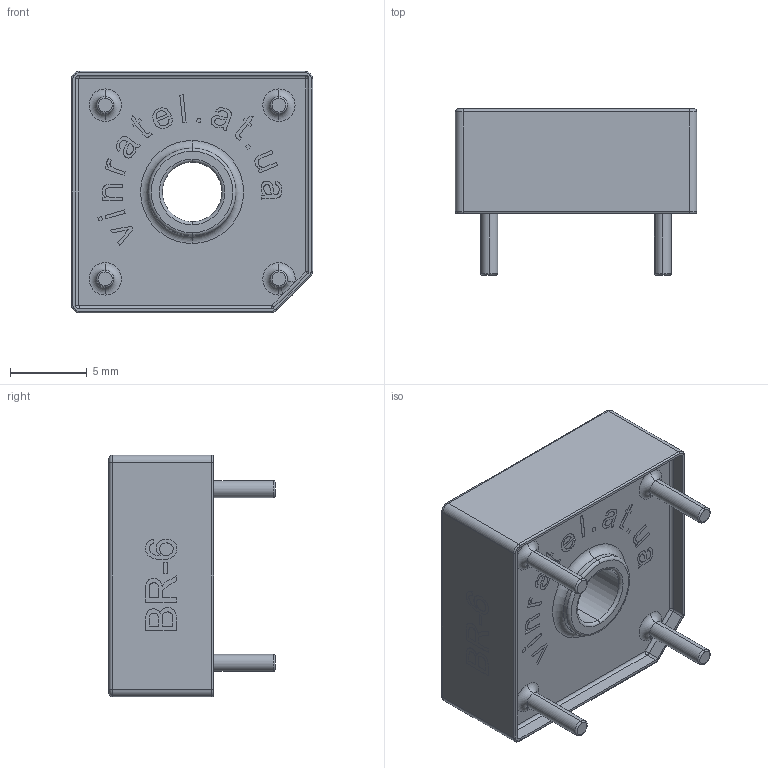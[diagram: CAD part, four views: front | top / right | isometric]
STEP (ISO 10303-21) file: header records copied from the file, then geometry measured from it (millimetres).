
FILE_DESCRIPTION (( 'STEP AP214' ), '1' );
FILE_NAME ('BR-6.STEP', '2015-12-21T10:22:52', ( 'user' ), ( 'MICROSOFT' ), 'SwSTEP 2.0', 'SolidWorks 2015', '' );
FILE_SCHEMA (( 'AUTOMOTIVE_DESIGN' ));
Length unit declared in the file: millimetre
Products named in the file (1): BR-6
Bounding box: 15.71 x 10.8 x 15.7 mm (x, y, z)
Volume: 1388 mm3; surface area: 1091.4 mm2
Topology: 1 solids, 1 shells, 447 faces, 1125 edges, 716 vertices
Faces by surface type: plane 182, bspline 156, cylinder 69, torus 40
Entity records: 24758 total; most frequent: CARTESIAN_POINT 10182, ORIENTED_EDGE 2250, DIRECTION 1510, EDGE_CURVE 1125, VERTEX_POINT 716, LINE 640, VECTOR 640, EDGE_LOOP 485
